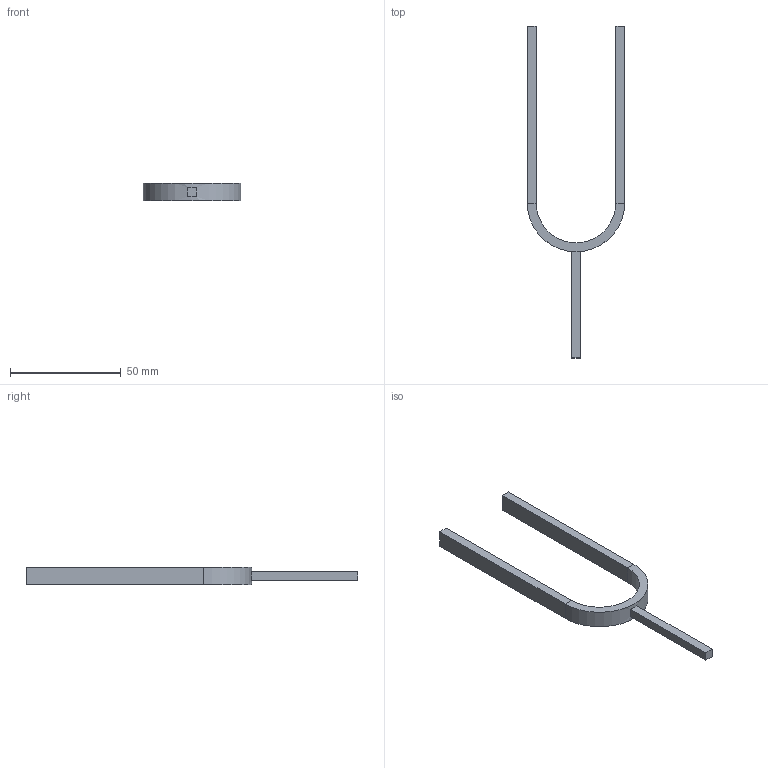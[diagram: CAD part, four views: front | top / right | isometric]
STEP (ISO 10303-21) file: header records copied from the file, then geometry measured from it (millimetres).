
FILE_DESCRIPTION(('FreeCAD Model'),'2;1');
FILE_NAME('Fork2.step','2019-07-28T17:58:54',( 'Author'),(''),'Open CASCADE STEP processor 7.3','FreeCAD','Unknown' );
FILE_SCHEMA(('AUTOMOTIVE_DESIGN { 1 0 10303 214 1 1 1 1 }'));
Length unit declared in the file: millimetre
Products named in the file (1): BooleanFragments
Bounding box: 44 x 150 x 8 mm (x, y, z)
Volume: 7899.1 mm3; surface area: 6307 mm2
Topology: 3 solids, 3 shells, 31 faces, 64 edges, 40 vertices
Faces by surface type: plane 27, cylinder 4
Entity records: 1674 total; most frequent: CARTESIAN_POINT 306, DIRECTION 249, LINE 160, VECTOR 160, ORIENTED_EDGE 128, PCURVE 128, DEFINITIONAL_REPRESENTATION 128, EDGE_CURVE 64
